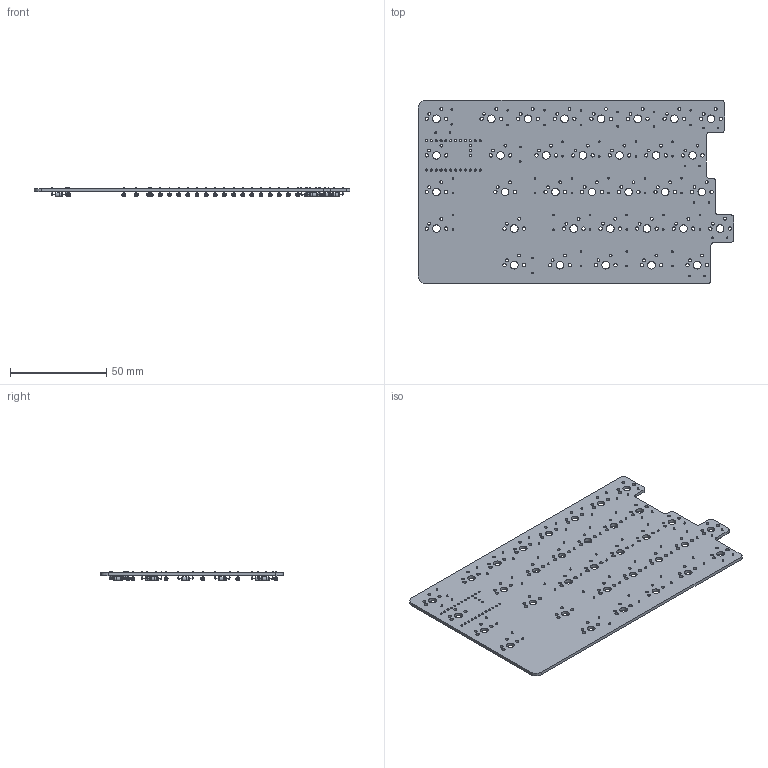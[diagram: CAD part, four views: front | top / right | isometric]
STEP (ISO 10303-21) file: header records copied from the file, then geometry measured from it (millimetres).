
FILE_DESCRIPTION(('KiCad electronic assembly'),'2;1');
FILE_NAME('keyboard.step','2022-08-16T08:59:42',('An Author'),( 'A Company'),'Open CASCADE STEP processor 6.9', 'KiCad to STEP converter','Unknown');
FILE_SCHEMA(('AUTOMOTIVE_DESIGN { 1 0 10303 214 1 1 1 1 }'));
Length unit declared in the file: millimetre
Products named in the file (4): Open CASCADE STEP translator 6.9 1; D_DO-35_SOD27_P7.62mm_Horizontal; COMPOUND
Assembly tree (36 placements, depth 3):
  Open CASCADE STEP translator 6.9 1
    D_DO-35_SOD27_P7.62mm_Horizontal  x34
      COMPOUND
    COMPOUND
Bounding box: 164.31 x 95.25 x 5.01 mm (x, y, z)
Volume: 22954.3 mm3; surface area: 32915.6 mm2
Topology: 69 solids, 69 shells, 835 faces, 1683 edges, 1054 vertices
Faces by surface type: cylinder 481, plane 218, torus 136
Full cylindrical faces by diameter (mm): 0.5 x102, 0.8 x68, 1.092 x27, 1.47 x68, 1.75 x68, 2 x68, 2.02 x34, 3.988 x34
Entity records: 25327 total; most frequent: CARTESIAN_POINT 7041, DIRECTION 3373, ORIENTED_EDGE 1782, PCURVE 1782, DEFINITIONAL_REPRESENTATION 1782, LINE 1535, VECTOR 1535, AXIS2_PLACEMENT_3D 916
